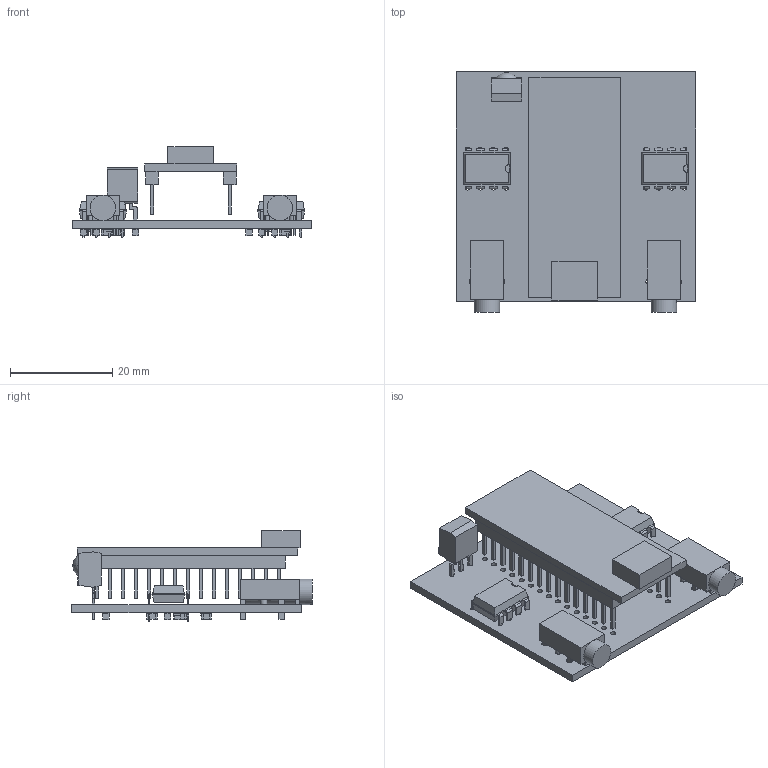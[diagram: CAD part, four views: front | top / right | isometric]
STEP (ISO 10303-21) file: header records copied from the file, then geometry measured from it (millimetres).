
FILE_DESCRIPTION(('KiCad electronic assembly'),'2;1');
FILE_NAME('ir_remote_control.step','2024-01-31T11:45:03',('Pcbnew'),( 'Kicad'),'Open CASCADE STEP processor 7.6','KiCad to STEP converter' ,'Unknown');
FILE_SCHEMA(('AUTOMOTIVE_DESIGN { 1 0 10303 214 1 1 1 1 }'));
Length unit declared in the file: millimetre
Products named in the file (16): ir_remote_control 1; ST-005-G-Body; SOLID; Arduino_nano_clone_usbc-Body; DIP-8_W7.62mm; Vishay_MOLD-3Pin; C_0805_2012Metric; R_0805_2012Metric; L_0805_2012Metric; ir_remote_control PCB
Assembly tree (29 placements, depth 3):
  ir_remote_control 1
    ST-005-G-Body  x2
      SOLID
    Arduino_nano_clone_usbc-Body
      SOLID
    DIP-8_W7.62mm  x2
      SOLID
    Vishay_MOLD-3Pin
      SOLID
    C_0805_2012Metric  x9
      SOLID
    R_0805_2012Metric  x4
      SOLID
    L_0805_2012Metric  x2
      SOLID
    ir_remote_control PCB
Bounding box: 47 x 47.09 x 17.8 mm (x, y, z)
Volume: 6595.5 mm3; surface area: 9252.6 mm2
Topology: 22 solids, 22 shells, 1114 faces, 2891 edges, 1884 vertices
Faces by surface type: plane 797, cylinder 275, bspline 40, sphere 2
Full cylindrical faces by diameter (mm): 0.8 x16, 0.9 x3, 1 x38, 1.2 x8, 1.3 x4, 5 x2
Entity records: 42350 total; most frequent: CARTESIAN_POINT 8743, DIRECTION 5793, LINE 4023, VECTOR 4023, ORIENTED_EDGE 3070, PCURVE 3070, DEFINITIONAL_REPRESENTATION 3070, EDGE_CURVE 1535
